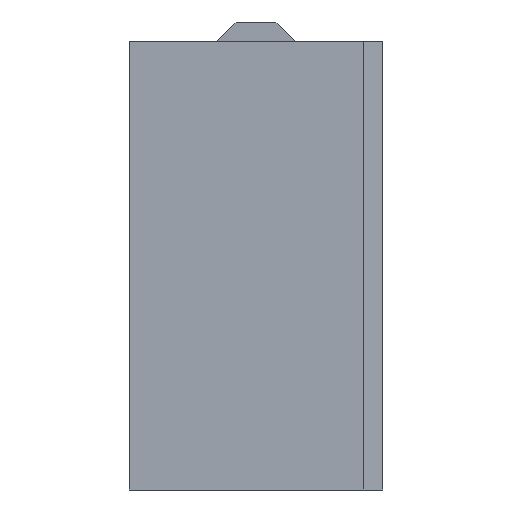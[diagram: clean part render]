
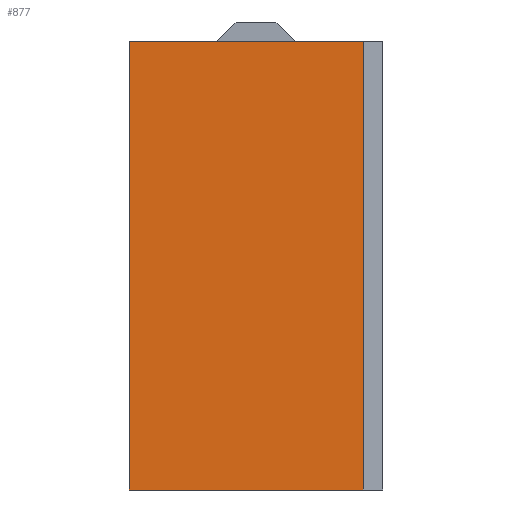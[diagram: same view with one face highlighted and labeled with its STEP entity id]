
A CAD part, left-side view. The second image highlights one B-rep face of the part: STEP entity #877.
In plain terms, the highlighted planar face has unit normal (-1, 0, 0).
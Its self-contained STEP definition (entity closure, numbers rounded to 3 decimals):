
#60=PLANE('',#978);
#112=FACE_OUTER_BOUND('',#176,.T.);
#176=EDGE_LOOP('',(#808,#809,#810,#811));
#206=LINE('',#1338,#288);
#217=LINE('',#1363,#299);
#233=LINE('',#1413,#315);
#235=LINE('',#1416,#317);
#288=VECTOR('',#1076,10.);
#299=VECTOR('',#1093,10.);
#315=VECTOR('',#1153,10.);
#317=VECTOR('',#1157,10.);
#414=VERTEX_POINT('',#1335);
#415=VERTEX_POINT('',#1337);
#426=VERTEX_POINT('',#1361);
#438=VERTEX_POINT('',#1411);
#503=EDGE_CURVE('',#415,#414,#206,.T.);
#516=EDGE_CURVE('',#415,#426,#217,.T.);
#540=EDGE_CURVE('',#438,#414,#233,.T.);
#542=EDGE_CURVE('',#438,#426,#235,.T.);
#808=ORIENTED_EDGE('',*,*,#516,.F.);
#809=ORIENTED_EDGE('',*,*,#503,.T.);
#810=ORIENTED_EDGE('',*,*,#540,.F.);
#811=ORIENTED_EDGE('',*,*,#542,.T.);
#877=ADVANCED_FACE('',(#112),#60,.T.);
#978=AXIS2_PLACEMENT_3D('',#1483,#1235,#1236);
#1076=DIRECTION('',(0.,1.,0.));
#1093=DIRECTION('',(0.,0.,-1.));
#1153=DIRECTION('',(0.,0.,1.));
#1157=DIRECTION('',(0.,-1.,0.));
#1235=DIRECTION('center_axis',(-1.,0.,0.));
#1236=DIRECTION('ref_axis',(0.,0.,1.));
#1335=CARTESIAN_POINT('',(-96.65,26.,23.));
#1337=CARTESIAN_POINT('',(-96.65,2.,23.));
#1338=CARTESIAN_POINT('',(-96.65,0.,23.));
#1361=CARTESIAN_POINT('',(-96.65,2.,-23.));
#1363=CARTESIAN_POINT('',(-96.65,2.,-11.5));
#1411=CARTESIAN_POINT('',(-96.65,26.,-23.));
#1413=CARTESIAN_POINT('',(-96.65,26.,-23.));
#1416=CARTESIAN_POINT('',(-96.65,0.,-23.));
#1483=CARTESIAN_POINT('Origin',(-96.65,0.,-23.));
